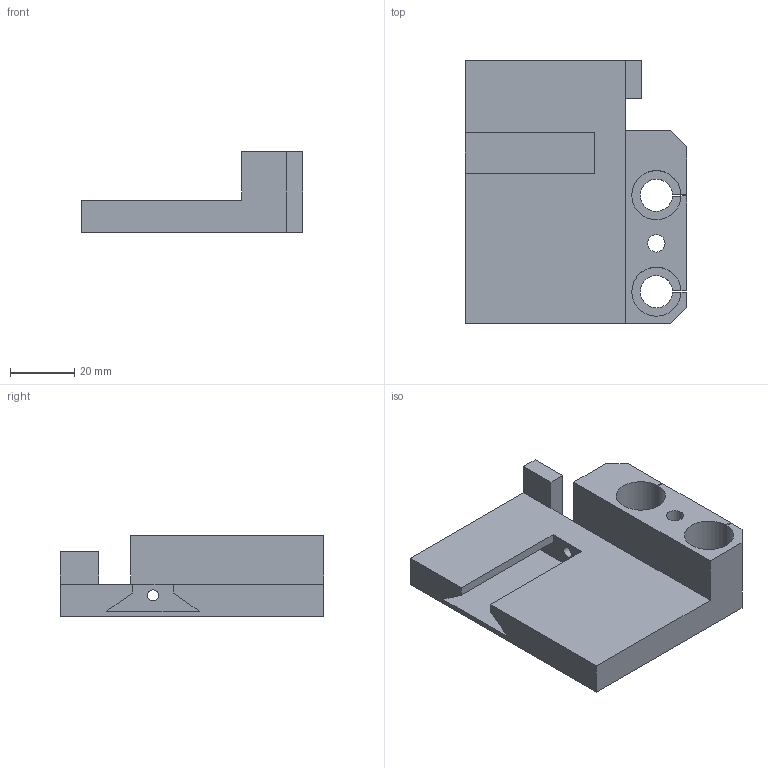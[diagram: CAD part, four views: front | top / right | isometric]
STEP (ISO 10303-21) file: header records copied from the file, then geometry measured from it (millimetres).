
FILE_DESCRIPTION(('FreeCAD Model'),'2;1');
FILE_NAME('BodyAdjust.step','2016-04-18T17:05:09' ,('Author'),(''),'Open CASCADE STEP processor 6.8','FreeCAD','Unknown' );
FILE_SCHEMA(('AUTOMOTIVE_DESIGN_CC2 { 1 2 10303 214 -1 1 5 4 }'));
Length unit declared in the file: millimetre
Products named in the file (2): ASSEMBLY; Clone_of_BodyAdjust
Assembly tree (1 placements, depth 2):
  ASSEMBLY
    Clone_of_BodyAdjust
Bounding box: 69 x 82 x 25 mm (x, y, z)
Volume: 53692 mm3; surface area: 20995.7 mm2
Topology: 1 solids, 1 shells, 43 faces, 122 edges, 82 vertices
Faces by surface type: plane 36, cylinder 7
Full cylindrical faces by diameter (mm): 3.4 x1, 5.4 x2
Entity records: 3233 total; most frequent: CARTESIAN_POINT 875, DIRECTION 388, LINE 248, VECTOR 248, ORIENTED_EDGE 244, PCURVE 244, DEFINITIONAL_REPRESENTATION 244, EDGE_CURVE 122
